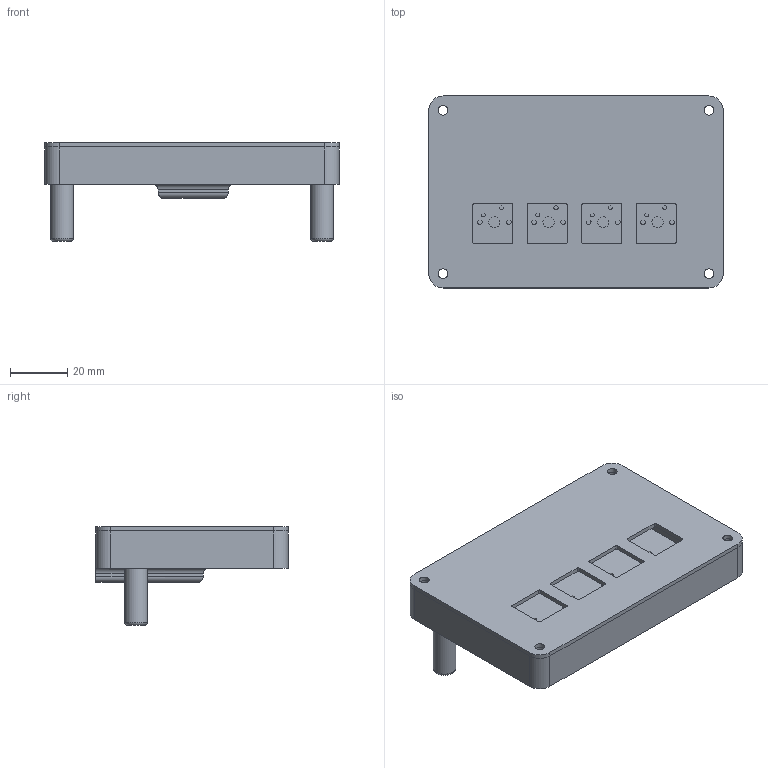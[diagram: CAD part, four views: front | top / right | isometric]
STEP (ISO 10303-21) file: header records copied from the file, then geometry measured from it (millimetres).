
FILE_DESCRIPTION(/* description */ ('STEP AP242','CAx-IF Rec.Pracs.---Representation and Presentation of Product Manufacturing Information (PMI)---4.0---2014-10-13','CAx-IF Rec.Pracs.---3D Tessellated Geometry---0.4---2014-09-14','2;1'),/* implementation_level */ '2;1');
FILE_NAME(/* name */ 'Assembly 1',/* time_stamp */ '2025-06-10T16:17:13Z',/* author */ (''),/* organization */ (''),/* preprocessor_version */ 'ST-DEVELOPER v20',/* originating_system */ 'ONSHAPE BY PTC INC, 1.199',/* authorisation */ ' ');
FILE_SCHEMA (('AP242_MANAGED_MODEL_BASED_3D_ENGINEERING_MIM_LF { 1 0 10303 442 1 1 4 }'));
Length unit declared in the file: metre
Products named in the file (4): Assembly 1; Part 1
Assembly tree (3 placements, depth 2):
  Assembly 1
    Part 1
    Part 1
    Part 1
Bounding box: 103 x 67.2 x 34.5 mm (x, y, z)
Volume: 60042.3 mm3; surface area: 44866.2 mm2
Topology: 2 solids, 3 shells, 195 faces, 509 edges, 338 vertices
Faces by surface type: plane 138, cylinder 54, torus 2, other 1
Full cylindrical faces by diameter (mm): 0.872 x1, 0.899 x1, 3.4 x8, 6 x4, 8 x2
Entity records: 5994 total; most frequent: CARTESIAN_POINT 1023, DIRECTION 995, ORIENTED_EDGE 978, EDGE_CURVE 489, LINE 379, VECTOR 379, VERTEX_POINT 336, AXIS2_PLACEMENT_3D 308
